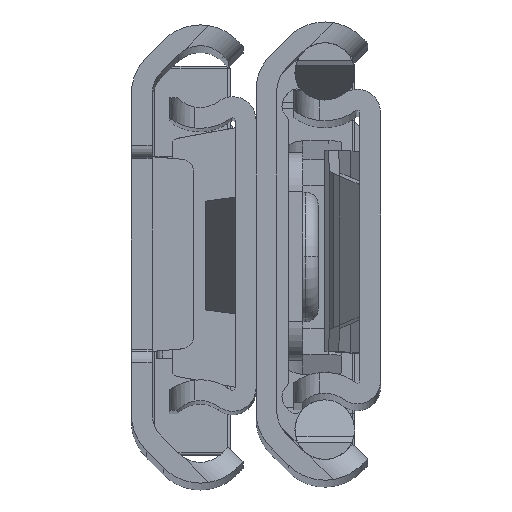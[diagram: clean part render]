
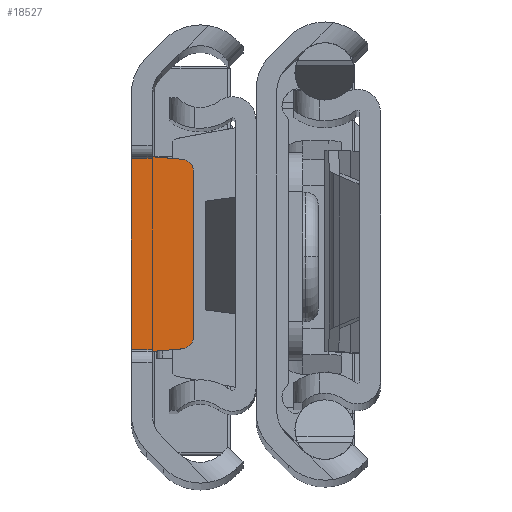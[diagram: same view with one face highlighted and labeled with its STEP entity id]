
A CAD part, top view. The second image highlights one B-rep face of the part: STEP entity #18527.
In plain terms, the highlighted planar face has unit normal (0, 0, 1).
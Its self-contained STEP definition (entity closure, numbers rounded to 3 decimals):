
#134 = VERTEX_POINT ( 'NONE', #10093 ) ;
#266 = CARTESIAN_POINT ( 'NONE',  ( 4.8, 7.23, -2.2 ) ) ;
#412 = CARTESIAN_POINT ( 'NONE',  ( 1.6, 7.5, -2.2 ) ) ;
#734 = CARTESIAN_POINT ( 'NONE',  ( 3.884, 7.307, -2.2 ) ) ;
#1005 = EDGE_CURVE ( 'NONE', #2785, #11457, #6479, .T. ) ;
#1224 = VECTOR ( 'NONE', #18833, 1000. ) ;
#1638 = EDGE_LOOP ( 'NONE', ( #12381, #13992, #3614, #1645, #12687, #7427, #17945, #7510 ) ) ;
#1645 = ORIENTED_EDGE ( 'NONE', *, *, #13364, .T. ) ;
#1944 = FACE_OUTER_BOUND ( 'NONE', #1638, .T. ) ;
#2069 = VECTOR ( 'NONE', #4947, 1000. ) ;
#2553 = CARTESIAN_POINT ( 'NONE',  ( 3.8, -6.311, -2.2 ) ) ;
#2785 = VERTEX_POINT ( 'NONE', #4670 ) ;
#3172 = LINE ( 'NONE', #412, #13892 ) ;
#3215 = LINE ( 'NONE', #4738, #6949 ) ;
#3223 = VERTEX_POINT ( 'NONE', #4645 ) ;
#3532 = LINE ( 'NONE', #266, #1224 ) ;
#3614 = ORIENTED_EDGE ( 'NONE', *, *, #19393, .T. ) ;
#3732 = VERTEX_POINT ( 'NONE', #14514 ) ;
#3779 = CARTESIAN_POINT ( 'NONE',  ( 8.601, 7.5, -2.2 ) ) ;
#3989 = DIRECTION ( 'NONE',  ( 0., 0., 1. ) ) ;
#4645 = CARTESIAN_POINT ( 'NONE',  ( 3.884, -7.307, -2.2 ) ) ;
#4670 = CARTESIAN_POINT ( 'NONE',  ( 0., -7.5, -2.2 ) ) ;
#4738 = CARTESIAN_POINT ( 'NONE',  ( 8.601, 7.5, -2.2 ) ) ;
#4947 = DIRECTION ( 'NONE',  ( 0.996, 0.084, 0. ) ) ;
#5020 = AXIS2_PLACEMENT_3D ( 'NONE', #18430, #5888, #18334 ) ;
#5252 = LINE ( 'NONE', #15865, #2069 ) ;
#5888 = DIRECTION ( 'NONE',  ( 0., 0., 1. ) ) ;
#6479 = LINE ( 'NONE', #10857, #17548 ) ;
#6949 = VECTOR ( 'NONE', #19196, 1000. ) ;
#7427 = ORIENTED_EDGE ( 'NONE', *, *, #9924, .T. ) ;
#7510 = ORIENTED_EDGE ( 'NONE', *, *, #14440, .F. ) ;
#8783 = DIRECTION ( 'NONE',  ( 0., -1., 0. ) ) ;
#9314 = DIRECTION ( 'NONE',  ( -1., 0., 0. ) ) ;
#9709 = CIRCLE ( 'NONE', #11936, 1. ) ;
#9748 = CARTESIAN_POINT ( 'NONE',  ( 0., 7.5, -2.2 ) ) ;
#9924 = EDGE_CURVE ( 'NONE', #3732, #11457, #3215, .T. ) ;
#10093 = CARTESIAN_POINT ( 'NONE',  ( 4.8, -6.311, -2.2 ) ) ;
#10458 = CARTESIAN_POINT ( 'NONE',  ( 8.601, -7.5, -2.2 ) ) ;
#10644 = CARTESIAN_POINT ( 'NONE',  ( 4.8, 6.311, -2.2 ) ) ;
#10857 = CARTESIAN_POINT ( 'NONE',  ( 0., 7.5, -2.2 ) ) ;
#11457 = VERTEX_POINT ( 'NONE', #9748 ) ;
#11485 = EDGE_CURVE ( 'NONE', #16466, #3223, #5252, .T. ) ;
#11532 = CARTESIAN_POINT ( 'NONE',  ( 1.6, -7.5, -2.2 ) ) ;
#11936 = AXIS2_PLACEMENT_3D ( 'NONE', #2553, #3989, #8783 ) ;
#12381 = ORIENTED_EDGE ( 'NONE', *, *, #11485, .T. ) ;
#12687 = ORIENTED_EDGE ( 'NONE', *, *, #17526, .T. ) ;
#12765 = DIRECTION ( 'NONE',  ( -0.996, 0.084, 0. ) ) ;
#12820 = VERTEX_POINT ( 'NONE', #10644 ) ;
#12836 = CIRCLE ( 'NONE', #5020, 1. ) ;
#13364 = EDGE_CURVE ( 'NONE', #12820, #15988, #12836, .T. ) ;
#13892 = VECTOR ( 'NONE', #12765, 1000. ) ;
#13992 = ORIENTED_EDGE ( 'NONE', *, *, #17758, .T. ) ;
#14440 = EDGE_CURVE ( 'NONE', #16466, #2785, #18308, .T. ) ;
#14514 = CARTESIAN_POINT ( 'NONE',  ( 1.6, 7.5, -2.2 ) ) ;
#15865 = CARTESIAN_POINT ( 'NONE',  ( 4.8, -7.23, -2.2 ) ) ;
#15876 = AXIS2_PLACEMENT_3D ( 'NONE', #3779, #16350, #19288 ) ;
#15988 = VERTEX_POINT ( 'NONE', #734 ) ;
#16350 = DIRECTION ( 'NONE',  ( 0., 0., 1. ) ) ;
#16466 = VERTEX_POINT ( 'NONE', #11532 ) ;
#17526 = EDGE_CURVE ( 'NONE', #15988, #3732, #3172, .T. ) ;
#17548 = VECTOR ( 'NONE', #18614, 1000. ) ;
#17758 = EDGE_CURVE ( 'NONE', #3223, #134, #9709, .T. ) ;
#17945 = ORIENTED_EDGE ( 'NONE', *, *, #1005, .F. ) ;
#18092 = VECTOR ( 'NONE', #9314, 1000. ) ;
#18308 = LINE ( 'NONE', #10458, #18092 ) ;
#18334 = DIRECTION ( 'NONE',  ( 0., -1., 0. ) ) ;
#18430 = CARTESIAN_POINT ( 'NONE',  ( 3.8, 6.311, -2.2 ) ) ;
#18527 = ADVANCED_FACE ( 'NONE', ( #1944 ), #19184, .T. ) ;
#18614 = DIRECTION ( 'NONE',  ( 0., 1., 0. ) ) ;
#18833 = DIRECTION ( 'NONE',  ( 0., 1., 0. ) ) ;
#19184 = PLANE ( 'NONE',  #15876 ) ;
#19196 = DIRECTION ( 'NONE',  ( -1., 0., 0. ) ) ;
#19288 = DIRECTION ( 'NONE',  ( 0., -1., 0. ) ) ;
#19393 = EDGE_CURVE ( 'NONE', #134, #12820, #3532, .T. ) ;
